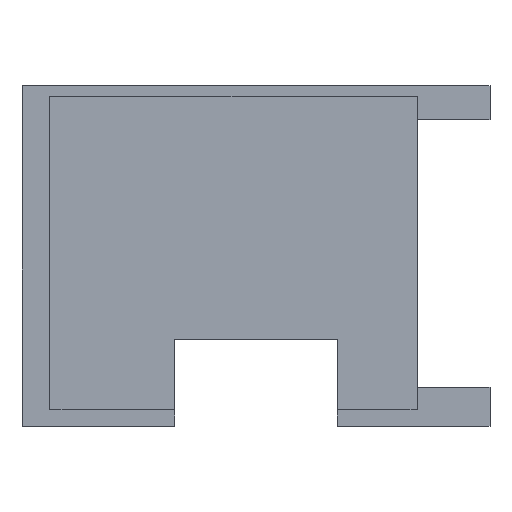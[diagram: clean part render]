
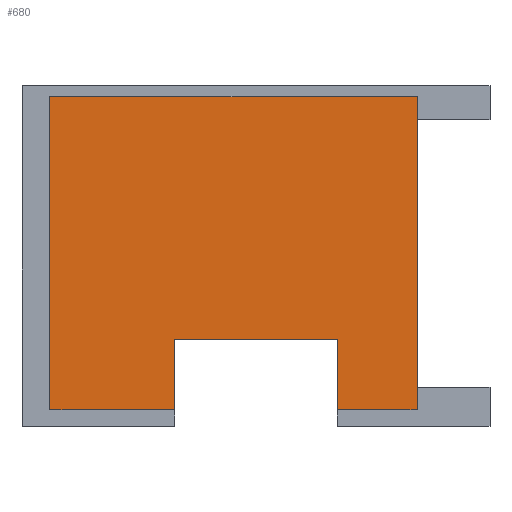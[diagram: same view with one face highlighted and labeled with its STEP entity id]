
A CAD part, top view. The second image highlights one B-rep face of the part: STEP entity #680.
In plain terms, the highlighted planar face has unit normal (0, 0, 1).
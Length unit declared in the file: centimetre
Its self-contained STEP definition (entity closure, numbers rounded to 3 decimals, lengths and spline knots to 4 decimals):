
#21=FACE_OUTER_BOUND($,#57,.T.);
#57=EDGE_LOOP($,(#450,#451,#452,#453,#454,#455,#456,#457,#458,#459,#460,
#461));
#94=LINE($,#943,#188);
#97=LINE($,#950,#191);
#98=LINE($,#952,#192);
#99=LINE($,#954,#193);
#100=LINE($,#956,#194);
#101=LINE($,#958,#195);
#102=LINE($,#960,#196);
#103=LINE($,#962,#197);
#104=LINE($,#964,#198);
#105=LINE($,#965,#199);
#106=LINE($,#967,#200);
#107=LINE($,#968,#201);
#188=VECTOR($,#764,0.2313);
#191=VECTOR($,#769,0.);
#192=VECTOR($,#770,0.2387);
#193=VECTOR($,#771,3.75);
#194=VECTOR($,#772,3.2);
#195=VECTOR($,#773,1.2748);
#196=VECTOR($,#774,0.7213);
#197=VECTOR($,#775,1.659);
#198=VECTOR($,#776,0.7213);
#199=VECTOR($,#777,0.8162);
#200=VECTOR($,#778,0.);
#201=VECTOR($,#779,2.73);
#281=VERTEX_POINT($,#939);
#283=VERTEX_POINT($,#942);
#285=VERTEX_POINT($,#948);
#286=VERTEX_POINT($,#949);
#287=VERTEX_POINT($,#951);
#288=VERTEX_POINT($,#953);
#289=VERTEX_POINT($,#955);
#290=VERTEX_POINT($,#957);
#291=VERTEX_POINT($,#959);
#292=VERTEX_POINT($,#961);
#293=VERTEX_POINT($,#963);
#294=VERTEX_POINT($,#966);
#348=EDGE_CURVE($,#283,#281,#94,.F.);
#351=EDGE_CURVE($,#285,#286,#97,.F.);
#352=EDGE_CURVE($,#285,#287,#98,.F.);
#353=EDGE_CURVE($,#287,#288,#99,.T.);
#354=EDGE_CURVE($,#288,#289,#100,.F.);
#355=EDGE_CURVE($,#289,#290,#101,.F.);
#356=EDGE_CURVE($,#291,#290,#102,.T.);
#357=EDGE_CURVE($,#292,#291,#103,.T.);
#358=EDGE_CURVE($,#293,#292,#104,.T.);
#359=EDGE_CURVE($,#293,#283,#105,.F.);
#360=EDGE_CURVE($,#294,#281,#106,.T.);
#361=EDGE_CURVE($,#286,#294,#107,.T.);
#450=ORIENTED_EDGE($,*,*,#351,.F.);
#451=ORIENTED_EDGE($,*,*,#352,.T.);
#452=ORIENTED_EDGE($,*,*,#353,.T.);
#453=ORIENTED_EDGE($,*,*,#354,.T.);
#454=ORIENTED_EDGE($,*,*,#355,.T.);
#455=ORIENTED_EDGE($,*,*,#356,.F.);
#456=ORIENTED_EDGE($,*,*,#357,.F.);
#457=ORIENTED_EDGE($,*,*,#358,.F.);
#458=ORIENTED_EDGE($,*,*,#359,.T.);
#459=ORIENTED_EDGE($,*,*,#348,.T.);
#460=ORIENTED_EDGE($,*,*,#360,.F.);
#461=ORIENTED_EDGE($,*,*,#361,.F.);
#645=PLANE($,#719);
#680=ADVANCED_FACE($,(#21),#645,.F.);
#719=AXIS2_PLACEMENT_3D($,#947,#767,#768);
#764=DIRECTION($,(0.,-1.,0.));
#767=DIRECTION('center_axis',(0.,0.,-1.));
#768=DIRECTION('ref_axis',(-1.,0.,0.));
#769=DIRECTION($,(1.,0.,0.));
#770=DIRECTION($,(0.,-1.,0.));
#771=DIRECTION($,(-1.,0.,0.));
#772=DIRECTION($,(0.,1.,0.));
#773=DIRECTION($,(-1.,0.,0.));
#774=DIRECTION($,(0.,-1.,0.));
#775=DIRECTION($,(-1.,0.,0.));
#776=DIRECTION($,(0.,1.,0.));
#777=DIRECTION($,(-1.,0.,0.));
#778=DIRECTION($,(1.,0.,0.));
#779=DIRECTION($,(0.,-1.,0.));
#939=CARTESIAN_POINT('',(-9.8548,7.66,0.615));
#942=CARTESIAN_POINT('',(-9.8548,7.4287,0.615));
#943=CARTESIAN_POINT($,(-9.8548,9.4933,0.615));
#947=CARTESIAN_POINT('Origin',(-9.8548,11.3866,0.615));
#948=CARTESIAN_POINT('',(-9.8548,10.39,0.615));
#949=CARTESIAN_POINT('',(-9.8548,10.39,0.615));
#950=CARTESIAN_POINT($,(-9.8548,10.39,0.615));
#951=CARTESIAN_POINT('',(-9.8548,10.6287,0.615));
#952=CARTESIAN_POINT($,(-9.8548,9.4933,0.615));
#953=CARTESIAN_POINT('',(-13.6048,10.6287,0.615));
#954=CARTESIAN_POINT($,(-10.9289,10.6287,0.615));
#955=CARTESIAN_POINT('',(-13.6048,7.4287,0.615));
#956=CARTESIAN_POINT($,(-13.6048,11.0576,0.615));
#957=CARTESIAN_POINT('',(-12.33,7.4287,0.615));
#958=CARTESIAN_POINT($,(-11.6274,7.4287,0.615));
#959=CARTESIAN_POINT('',(-12.33,8.15,0.615));
#960=CARTESIAN_POINT($,(-12.33,9.7683,0.615));
#961=CARTESIAN_POINT('',(-10.671,8.15,0.615));
#962=CARTESIAN_POINT($,(-10.2274,8.15,0.615));
#963=CARTESIAN_POINT('',(-10.671,7.4287,0.615));
#964=CARTESIAN_POINT($,(-10.671,9.3183,0.615));
#965=CARTESIAN_POINT($,(-11.6274,7.4287,0.615));
#966=CARTESIAN_POINT('',(-9.8548,7.66,0.615));
#967=CARTESIAN_POINT($,(-9.8548,7.66,0.615));
#968=CARTESIAN_POINT($,(-9.8548,10.5826,0.615));
